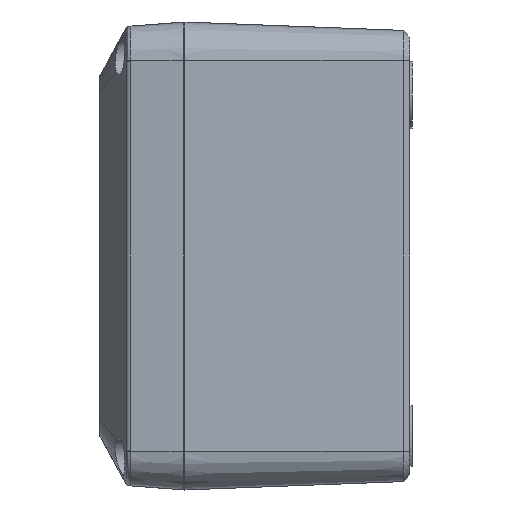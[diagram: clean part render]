
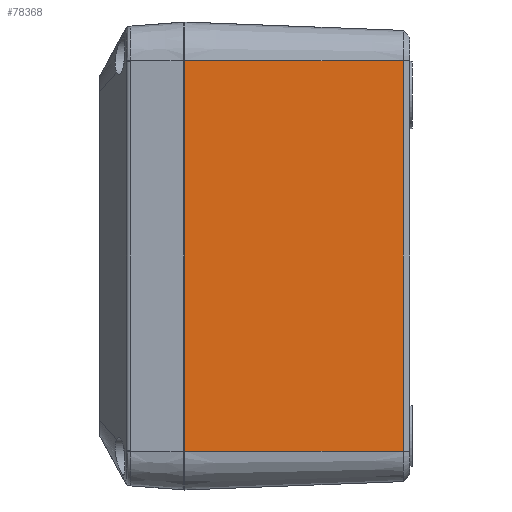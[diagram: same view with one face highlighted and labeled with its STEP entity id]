
A CAD part, left-side view. The second image highlights one B-rep face of the part: STEP entity #78368.
In plain terms, the highlighted planar face has unit normal (-0.999, -0.038, 0).
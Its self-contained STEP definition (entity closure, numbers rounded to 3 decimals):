
#1548 = VECTOR ( 'NONE', #28268, 1000. ) ;
#4200 = CARTESIAN_POINT ( 'NONE',  ( -249.331, 1.352, 48.599 ) ) ;
#5935 = ORIENTED_EDGE ( 'NONE', *, *, #11992, .T. ) ;
#5956 = DIRECTION ( 'NONE',  ( 0., 0., -1. ) ) ;
#8933 = ORIENTED_EDGE ( 'NONE', *, *, #52827, .F. ) ;
#9842 = DIRECTION ( 'NONE',  ( 0.038, -0.999, 0. ) ) ;
#11992 = EDGE_CURVE ( 'NONE', #61559, #77337, #55014, .T. ) ;
#13075 = LINE ( 'NONE', #51317, #62332 ) ;
#13152 = VERTEX_POINT ( 'NONE', #84294 ) ;
#23334 = AXIS2_PLACEMENT_3D ( 'NONE', #67521, #53084, #9842 ) ;
#24498 = LINE ( 'NONE', #62871, #1548 ) ;
#28268 = DIRECTION ( 'NONE',  ( 0.038, -0.999, 0. ) ) ;
#30679 = PLANE ( 'NONE',  #23334 ) ;
#34490 = CARTESIAN_POINT ( 'NONE',  ( -251.008, 45., 48.599 ) ) ;
#36295 = LINE ( 'NONE', #48387, #56900 ) ;
#42170 = CARTESIAN_POINT ( 'NONE',  ( -251.008, 45., -29.401 ) ) ;
#42252 = VERTEX_POINT ( 'NONE', #4200 ) ;
#42906 = ORIENTED_EDGE ( 'NONE', *, *, #79566, .F. ) ;
#43457 = VECTOR ( 'NONE', #5956, 1000. ) ;
#44485 = EDGE_LOOP ( 'NONE', ( #42906, #5935, #94795, #8933 ) ) ;
#48387 = CARTESIAN_POINT ( 'NONE',  ( -249.331, 1.352, -29.401 ) ) ;
#51317 = CARTESIAN_POINT ( 'NONE',  ( -249.279, 0., -29.401 ) ) ;
#52827 = EDGE_CURVE ( 'NONE', #42252, #13152, #36295, .T. ) ;
#53084 = DIRECTION ( 'NONE',  ( -0.999, -0.038, 0. ) ) ;
#55014 = LINE ( 'NONE', #42170, #43457 ) ;
#56900 = VECTOR ( 'NONE', #63179, 1000. ) ;
#61559 = VERTEX_POINT ( 'NONE', #34490 ) ;
#62332 = VECTOR ( 'NONE', #81452, 1000. ) ;
#62504 = FACE_OUTER_BOUND ( 'NONE', #44485, .T. ) ;
#62871 = CARTESIAN_POINT ( 'NONE',  ( -19418.925, 499000., 48.599 ) ) ;
#63179 = DIRECTION ( 'NONE',  ( 0., 0., -1. ) ) ;
#67521 = CARTESIAN_POINT ( 'NONE',  ( -249.279, 0., -29.401 ) ) ;
#77337 = VERTEX_POINT ( 'NONE', #82757 ) ;
#78368 = ADVANCED_FACE ( 'NONE', ( #62504 ), #30679, .T. ) ;
#79566 = EDGE_CURVE ( 'NONE', #61559, #42252, #24498, .T. ) ;
#79699 = EDGE_CURVE ( 'NONE', #77337, #13152, #13075, .T. ) ;
#81452 = DIRECTION ( 'NONE',  ( 0.038, -0.999, 0. ) ) ;
#82757 = CARTESIAN_POINT ( 'NONE',  ( -251.008, 45., -29.401 ) ) ;
#84294 = CARTESIAN_POINT ( 'NONE',  ( -249.331, 1.352, -29.401 ) ) ;
#94795 = ORIENTED_EDGE ( 'NONE', *, *, #79699, .T. ) ;
